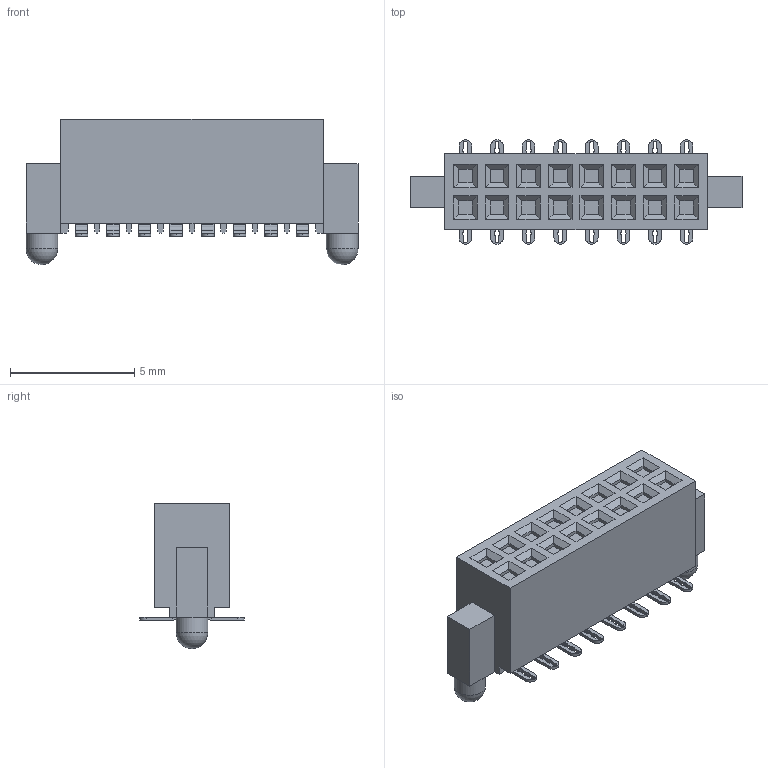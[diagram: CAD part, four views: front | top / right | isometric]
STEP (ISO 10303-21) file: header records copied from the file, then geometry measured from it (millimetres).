
FILE_DESCRIPTION( ('This file contains a STEP AP42 implementation' ,'as created by ZW3D STEP Interface translator.') ,'2;1' );
FILE_NAME( '3601-S016-B21MXXR01.stp' ,'24 417. 93241', (''), ('ZWCAD Software Co.'), 'Version 1.0', 'ZW3D to STEP translator', '' );
FILE_SCHEMA(('AUTOMOTIVE_DESIGN { 1 0 10303 214 1 1 1 1 }'));
Length unit declared in the file: millimetre
Products named in the file (2): 0; 3601-S016-B21MXXR01
Bounding box: 13.34 x 4.19 x 5.84 mm (x, y, z)
Volume: 145.8 mm3; surface area: 294.6 mm2
Topology: 1 solids, 1 shells, 1009 faces, 2533 edges, 1579 vertices
Faces by surface type: plane 653, cylinder 354, sphere 2
Full cylindrical faces by diameter (mm): 1.27 x2
Entity records: 30890 total; most frequent: DIRECTION 5266, CARTESIAN_POINT 5120, ORIENTED_EDGE 5062, EDGE_CURVE 2531, VECTOR 1816, LINE 1816, AXIS2_PLACEMENT_3D 1725, VERTEX_POINT 1579
